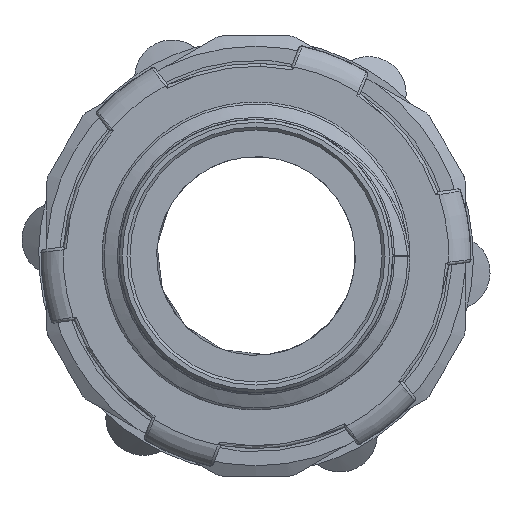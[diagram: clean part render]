
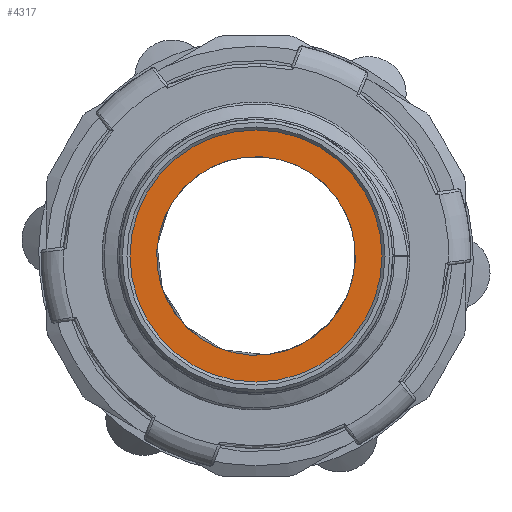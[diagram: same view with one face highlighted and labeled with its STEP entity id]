
A CAD part, front view. The second image highlights one B-rep face of the part: STEP entity #4317.
In plain terms, the highlighted planar face has unit normal (0, -1, 0).
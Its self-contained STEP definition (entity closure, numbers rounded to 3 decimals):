
#219=FACE_BOUND('',#546,.T.);
#232=PLANE('',#4611);
#281=FACE_OUTER_BOUND('',#545,.T.);
#545=EDGE_LOOP('',(#2700));
#546=EDGE_LOOP('',(#2701));
#1168=CIRCLE('',#4612,8.5);
#1169=CIRCLE('',#4613,6.7);
#1595=VERTEX_POINT('',#6946);
#1596=VERTEX_POINT('',#6948);
#2021=EDGE_CURVE('',#1595,#1595,#1168,.T.);
#2022=EDGE_CURVE('',#1596,#1596,#1169,.T.);
#2700=ORIENTED_EDGE('',*,*,#2021,.F.);
#2701=ORIENTED_EDGE('',*,*,#2022,.T.);
#4317=ADVANCED_FACE('',(#281,#219),#232,.F.);
#4611=AXIS2_PLACEMENT_3D('',#6945,#4992,#4993);
#4612=AXIS2_PLACEMENT_3D('',#6947,#4994,#4995);
#4613=AXIS2_PLACEMENT_3D('',#6949,#4996,#4997);
#4992=DIRECTION('center_axis',(0.,1.,0.));
#4993=DIRECTION('ref_axis',(0.,0.,1.));
#4994=DIRECTION('center_axis',(0.,1.,0.));
#4995=DIRECTION('ref_axis',(1.,0.,0.));
#4996=DIRECTION('center_axis',(0.,1.,0.));
#4997=DIRECTION('ref_axis',(1.,0.,0.));
#6945=CARTESIAN_POINT('Origin',(0.,11.5,0.));
#6946=CARTESIAN_POINT('',(8.5,11.5,0.));
#6947=CARTESIAN_POINT('Origin',(0.,11.5,0.));
#6948=CARTESIAN_POINT('',(-3.686,11.5,-5.595));
#6949=CARTESIAN_POINT('Origin',(0.,11.5,0.));
